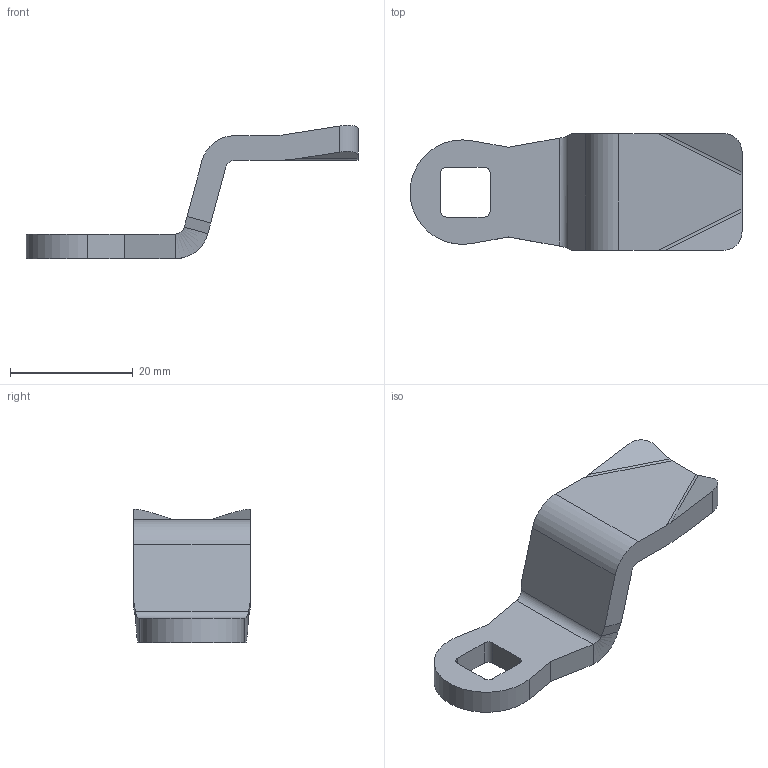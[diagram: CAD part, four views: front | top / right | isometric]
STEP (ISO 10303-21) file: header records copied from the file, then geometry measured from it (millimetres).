
FILE_DESCRIPTION(('STEP AP214'),'1');
FILE_NAME('ME.step','2017-07-19T06:04:31',(' '),(' '),'Spatial InterOp 3D',' ',' ');
FILE_SCHEMA(('automotive_design'));
Length unit declared in the file: millimetre
Products named in the file (1): 20403161
Bounding box: 54 x 19 x 21.68 mm (x, y, z)
Volume: 4254.9 mm3; surface area: 2882.4 mm2
Topology: 1 solids, 1 shells, 40 faces, 106 edges, 68 vertices
Faces by surface type: plane 23, cylinder 15, bspline 2
Entity records: 1622 total; most frequent: CARTESIAN_POINT 269, DIRECTION 214, ORIENTED_EDGE 212, EDGE_CURVE 106, LINE 76, VECTOR 76, AXIS2_PLACEMENT_3D 69, VERTEX_POINT 68
